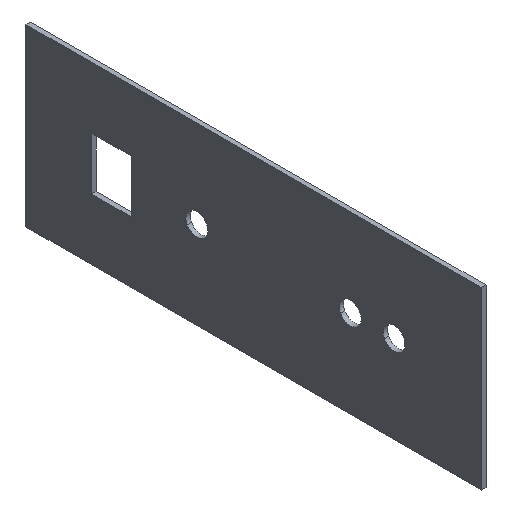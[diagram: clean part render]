
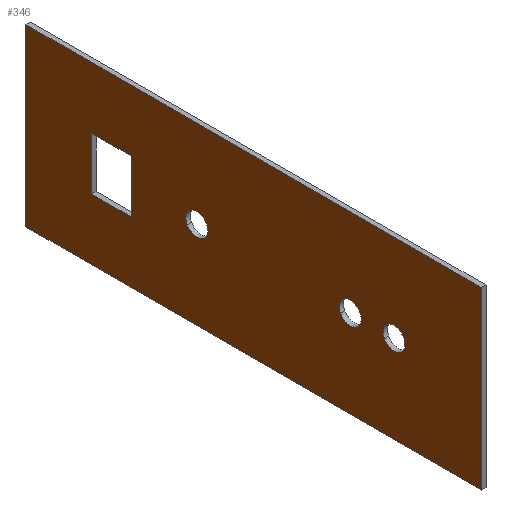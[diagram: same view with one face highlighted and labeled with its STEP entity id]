
A CAD part, isometric view. The second image highlights one B-rep face of the part: STEP entity #346.
In plain terms, the highlighted planar face has unit normal (-1, 0, 0).
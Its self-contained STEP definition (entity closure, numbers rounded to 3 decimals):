
#57=CARTESIAN_POINT('Line Origine',(0.,32.5,6.)) ;
#61=CARTESIAN_POINT('Vertex',(0.,28.,6.)) ;
#63=CARTESIAN_POINT('Vertex',(0.,37.,6.)) ;
#108=CARTESIAN_POINT('Vertex',(0.,28.,-6.)) ;
#111=CARTESIAN_POINT('Line Origine',(0.,28.,0.)) ;
#235=CARTESIAN_POINT('Axis2P3D Location',(0.,0.,0.)) ;
#240=CARTESIAN_POINT('Line Origine',(0.,52.,0.)) ;
#244=CARTESIAN_POINT('Vertex',(0.,52.,-20.)) ;
#246=CARTESIAN_POINT('Vertex',(0.,52.,20.)) ;
#249=CARTESIAN_POINT('Line Origine',(0.,0.,-20.)) ;
#253=CARTESIAN_POINT('Vertex',(0.,-52.,-20.)) ;
#256=CARTESIAN_POINT('Line Origine',(0.,-52.,0.)) ;
#260=CARTESIAN_POINT('Vertex',(0.,-52.,20.)) ;
#263=CARTESIAN_POINT('Line Origine',(0.,0.,20.)) ;
#274=CARTESIAN_POINT('Line Origine',(0.,32.5,-6.)) ;
#278=CARTESIAN_POINT('Vertex',(0.,37.,-6.)) ;
#281=CARTESIAN_POINT('Line Origine',(0.,37.,0.)) ;
#292=CARTESIAN_POINT('Axis2P3D Location',(0.,13.,0.)) ;
#296=CARTESIAN_POINT('Vertex',(0.,15.194,-1.199)) ;
#298=CARTESIAN_POINT('Vertex',(0.,10.806,1.199)) ;
#301=CARTESIAN_POINT('Axis2P3D Location',(0.,13.,0.)) ;
#310=CARTESIAN_POINT('Axis2P3D Location',(0.,-22.,0.)) ;
#314=CARTESIAN_POINT('Vertex',(0.,-19.806,-1.199)) ;
#316=CARTESIAN_POINT('Vertex',(0.,-24.194,1.199)) ;
#319=CARTESIAN_POINT('Axis2P3D Location',(0.,-22.,0.)) ;
#328=CARTESIAN_POINT('Axis2P3D Location',(0.,-32.,0.)) ;
#332=CARTESIAN_POINT('Vertex',(0.,-29.806,-1.199)) ;
#334=CARTESIAN_POINT('Vertex',(0.,-34.194,1.199)) ;
#337=CARTESIAN_POINT('Axis2P3D Location',(0.,-32.,0.)) ;
#58=DIRECTION('Vector Direction',(0.,1.,0.)) ;
#112=DIRECTION('Vector Direction',(0.,0.,-1.)) ;
#236=DIRECTION('Axis2P3D Direction',(1.,0.,0.)) ;
#237=DIRECTION('Axis2P3D XDirection',(0.,1.,0.)) ;
#241=DIRECTION('Vector Direction',(0.,0.,-1.)) ;
#250=DIRECTION('Vector Direction',(0.,-1.,0.)) ;
#257=DIRECTION('Vector Direction',(0.,0.,1.)) ;
#264=DIRECTION('Vector Direction',(0.,1.,0.)) ;
#275=DIRECTION('Vector Direction',(0.,-1.,0.)) ;
#282=DIRECTION('Vector Direction',(0.,0.,1.)) ;
#293=DIRECTION('Axis2P3D Direction',(1.,0.,0.)) ;
#302=DIRECTION('Axis2P3D Direction',(1.,0.,0.)) ;
#311=DIRECTION('Axis2P3D Direction',(1.,0.,0.)) ;
#320=DIRECTION('Axis2P3D Direction',(1.,0.,0.)) ;
#329=DIRECTION('Axis2P3D Direction',(1.,0.,0.)) ;
#338=DIRECTION('Axis2P3D Direction',(1.,0.,0.)) ;
#238=AXIS2_PLACEMENT_3D('Plane Axis2P3D',#235,#236,#237) ;
#294=AXIS2_PLACEMENT_3D('Circle Axis2P3D',#292,#293,$) ;
#303=AXIS2_PLACEMENT_3D('Circle Axis2P3D',#301,#302,$) ;
#312=AXIS2_PLACEMENT_3D('Circle Axis2P3D',#310,#311,$) ;
#321=AXIS2_PLACEMENT_3D('Circle Axis2P3D',#319,#320,$) ;
#330=AXIS2_PLACEMENT_3D('Circle Axis2P3D',#328,#329,$) ;
#339=AXIS2_PLACEMENT_3D('Circle Axis2P3D',#337,#338,$) ;
#269=ORIENTED_EDGE('',*,*,#248,.F.) ;
#270=ORIENTED_EDGE('',*,*,#255,.F.) ;
#271=ORIENTED_EDGE('',*,*,#262,.F.) ;
#272=ORIENTED_EDGE('',*,*,#267,.F.) ;
#287=ORIENTED_EDGE('',*,*,#65,.F.) ;
#288=ORIENTED_EDGE('',*,*,#115,.T.) ;
#289=ORIENTED_EDGE('',*,*,#280,.F.) ;
#290=ORIENTED_EDGE('',*,*,#285,.T.) ;
#307=ORIENTED_EDGE('',*,*,#300,.T.) ;
#308=ORIENTED_EDGE('',*,*,#305,.T.) ;
#325=ORIENTED_EDGE('',*,*,#318,.T.) ;
#326=ORIENTED_EDGE('',*,*,#323,.T.) ;
#343=ORIENTED_EDGE('',*,*,#336,.T.) ;
#344=ORIENTED_EDGE('',*,*,#341,.T.) ;
#291=FACE_BOUND('',#286,.T.) ;
#309=FACE_BOUND('',#306,.T.) ;
#327=FACE_BOUND('',#324,.T.) ;
#345=FACE_BOUND('',#342,.T.) ;
#59=VECTOR('Line Direction',#58,1.) ;
#113=VECTOR('Line Direction',#112,1.) ;
#242=VECTOR('Line Direction',#241,1.) ;
#251=VECTOR('Line Direction',#250,1.) ;
#258=VECTOR('Line Direction',#257,1.) ;
#265=VECTOR('Line Direction',#264,1.) ;
#276=VECTOR('Line Direction',#275,1.) ;
#283=VECTOR('Line Direction',#282,1.) ;
#346=ADVANCED_FACE('PartBody',(#273,#291,#309,#327,#345),#239,.F.) ;
#295=CIRCLE('generated circle',#294,2.5) ;
#304=CIRCLE('generated circle',#303,2.5) ;
#313=CIRCLE('generated circle',#312,2.5) ;
#322=CIRCLE('generated circle',#321,2.5) ;
#331=CIRCLE('generated circle',#330,2.5) ;
#340=CIRCLE('generated circle',#339,2.5) ;
#65=EDGE_CURVE('',#62,#64,#60,.T.) ;
#115=EDGE_CURVE('',#62,#109,#114,.T.) ;
#248=EDGE_CURVE('',#245,#247,#243,.F.) ;
#255=EDGE_CURVE('',#254,#245,#252,.F.) ;
#262=EDGE_CURVE('',#261,#254,#259,.F.) ;
#267=EDGE_CURVE('',#247,#261,#266,.F.) ;
#280=EDGE_CURVE('',#279,#109,#277,.T.) ;
#285=EDGE_CURVE('',#279,#64,#284,.T.) ;
#300=EDGE_CURVE('',#297,#299,#295,.T.) ;
#305=EDGE_CURVE('',#299,#297,#304,.T.) ;
#318=EDGE_CURVE('',#315,#317,#313,.T.) ;
#323=EDGE_CURVE('',#317,#315,#322,.T.) ;
#336=EDGE_CURVE('',#333,#335,#331,.T.) ;
#341=EDGE_CURVE('',#335,#333,#340,.T.) ;
#268=EDGE_LOOP('',(#269,#270,#271,#272)) ;
#286=EDGE_LOOP('',(#287,#288,#289,#290)) ;
#306=EDGE_LOOP('',(#307,#308)) ;
#324=EDGE_LOOP('',(#325,#326)) ;
#342=EDGE_LOOP('',(#343,#344)) ;
#273=FACE_OUTER_BOUND('',#268,.T.) ;
#60=LINE('Line',#57,#59) ;
#114=LINE('Line',#111,#113) ;
#243=LINE('Line',#240,#242) ;
#252=LINE('Line',#249,#251) ;
#259=LINE('Line',#256,#258) ;
#266=LINE('Line',#263,#265) ;
#277=LINE('Line',#274,#276) ;
#284=LINE('Line',#281,#283) ;
#239=PLANE('Plane',#238) ;
#62=VERTEX_POINT('',#61) ;
#64=VERTEX_POINT('',#63) ;
#109=VERTEX_POINT('',#108) ;
#245=VERTEX_POINT('',#244) ;
#247=VERTEX_POINT('',#246) ;
#254=VERTEX_POINT('',#253) ;
#261=VERTEX_POINT('',#260) ;
#279=VERTEX_POINT('',#278) ;
#297=VERTEX_POINT('',#296) ;
#299=VERTEX_POINT('',#298) ;
#315=VERTEX_POINT('',#314) ;
#317=VERTEX_POINT('',#316) ;
#333=VERTEX_POINT('',#332) ;
#335=VERTEX_POINT('',#334) ;
